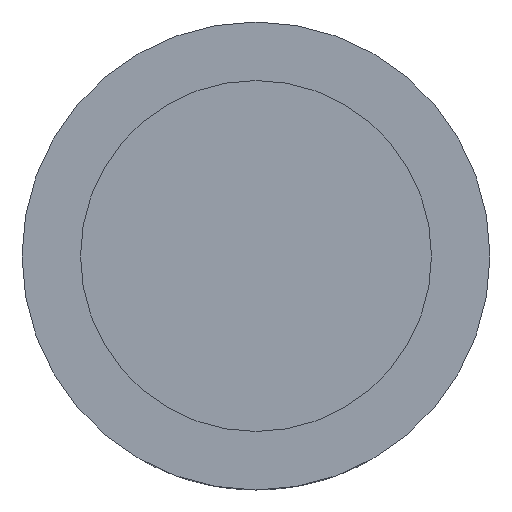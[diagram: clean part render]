
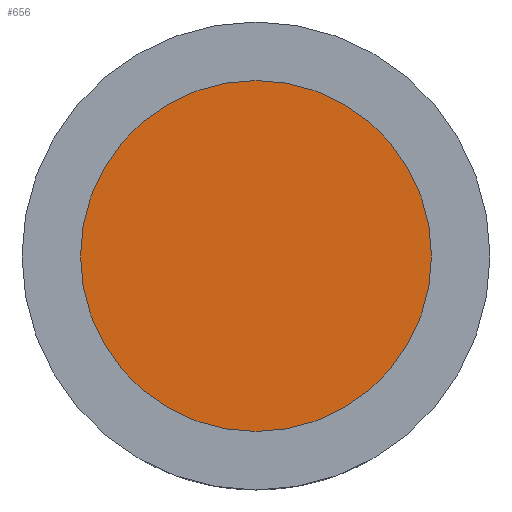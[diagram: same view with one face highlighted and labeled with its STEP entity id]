
A CAD part, front view. The second image highlights one B-rep face of the part: STEP entity #656.
In plain terms, the highlighted planar face has unit normal (0, -1, 0).
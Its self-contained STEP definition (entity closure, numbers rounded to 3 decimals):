
#2 = AXIS2_PLACEMENT_3D ( 'NONE', #487, #217, #321 ) ;
#134 = CARTESIAN_POINT ( 'NONE',  ( 0., 0., 0. ) ) ;
#202 = DIRECTION ( 'NONE',  ( 0., 0., 1. ) ) ;
#217 = DIRECTION ( 'NONE',  ( 0., 1., 0. ) ) ;
#250 = ORIENTED_EDGE ( 'NONE', *, *, #336, .F. ) ;
#281 = ORIENTED_EDGE ( 'NONE', *, *, #578, .F. ) ;
#293 = AXIS2_PLACEMENT_3D ( 'NONE', #134, #304, #409 ) ;
#300 = DIRECTION ( 'NONE',  ( 0., 1., 0. ) ) ;
#304 = DIRECTION ( 'NONE',  ( 0., 1., 0. ) ) ;
#313 = CIRCLE ( 'NONE', #2, 7.5 ) ;
#318 = VERTEX_POINT ( 'NONE', #606 ) ;
#321 = DIRECTION ( 'NONE',  ( 0., 0., 1. ) ) ;
#336 = EDGE_CURVE ( 'NONE', #318, #595, #313, .T. ) ;
#363 = CIRCLE ( 'NONE', #293, 7.5 ) ;
#390 = AXIS2_PLACEMENT_3D ( 'NONE', #690, #300, #202 ) ;
#409 = DIRECTION ( 'NONE',  ( 0., 0., 1. ) ) ;
#464 = EDGE_LOOP ( 'NONE', ( #281, #250 ) ) ;
#471 = PLANE ( 'NONE',  #390 ) ;
#477 = FACE_OUTER_BOUND ( 'NONE', #464, .T. ) ;
#487 = CARTESIAN_POINT ( 'NONE',  ( 0., 0., 0. ) ) ;
#578 = EDGE_CURVE ( 'NONE', #595, #318, #363, .T. ) ;
#595 = VERTEX_POINT ( 'NONE', #644 ) ;
#606 = CARTESIAN_POINT ( 'NONE',  ( 0., 0., 7.5 ) ) ;
#644 = CARTESIAN_POINT ( 'NONE',  ( 0., 0., -7.5 ) ) ;
#656 = ADVANCED_FACE ( 'NONE', ( #477 ), #471, .F. ) ;
#690 = CARTESIAN_POINT ( 'NONE',  ( 0., 0., 0. ) ) ;
